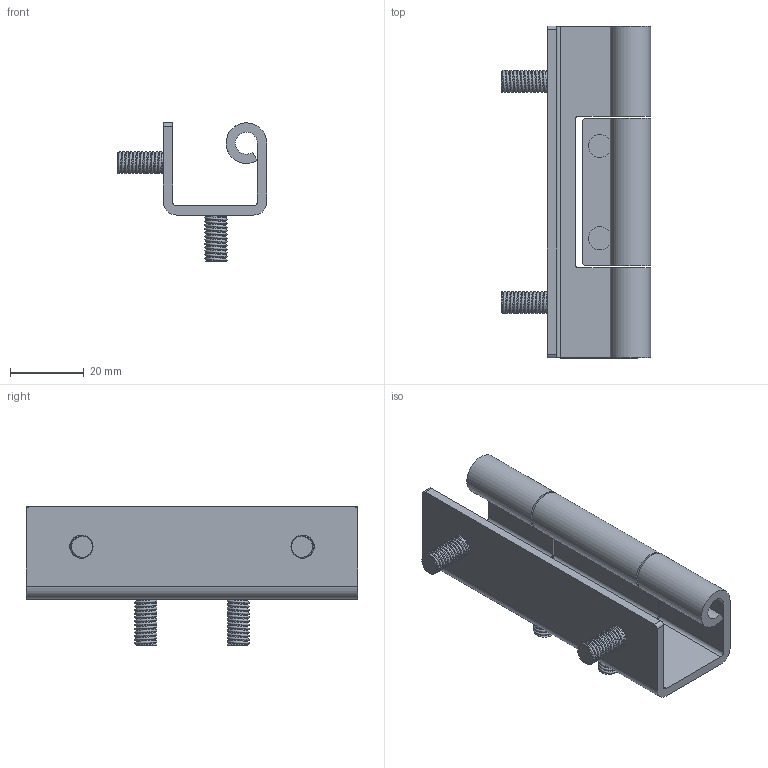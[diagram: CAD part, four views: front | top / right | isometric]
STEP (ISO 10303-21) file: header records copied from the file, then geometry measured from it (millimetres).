
FILE_DESCRIPTION(/* description */ (''),/* implementation_level */ '2;1');
FILE_NAME(/* name */ 'JL061',/* time_stamp */ '2026-01-31T11:55:33+08:00',/* author */ (''),/* organization */ (''),/* preprocessor_version */ 'ST-DEVELOPER v19.2',/* originating_system */ 'Rhino 8.5',/* authorisation */ '');
FILE_SCHEMA (('CONFIG_CONTROL_DESIGN'));
Length unit declared in the file: millimetre
Products named in the file (1): Document
Bounding box: 40.5 x 90 x 37.5 mm (x, y, z)
Volume: 20684.7 mm3; surface area: 18722.2 mm2
Topology: 6 solids, 6 shells, 188 faces, 520 edges, 344 vertices
Faces by surface type: cylinder 132, plane 40, bspline 16
Entity records: 41575 total; most frequent: CARTESIAN_POINT 37751, ORIENTED_EDGE 1040, EDGE_CURVE 520, DIRECTION 349, VERTEX_POINT 344, B_SPLINE_CURVE_WITH_KNOTS 291, AXIS2_PLACEMENT_3D 259, EDGE_LOOP 196
